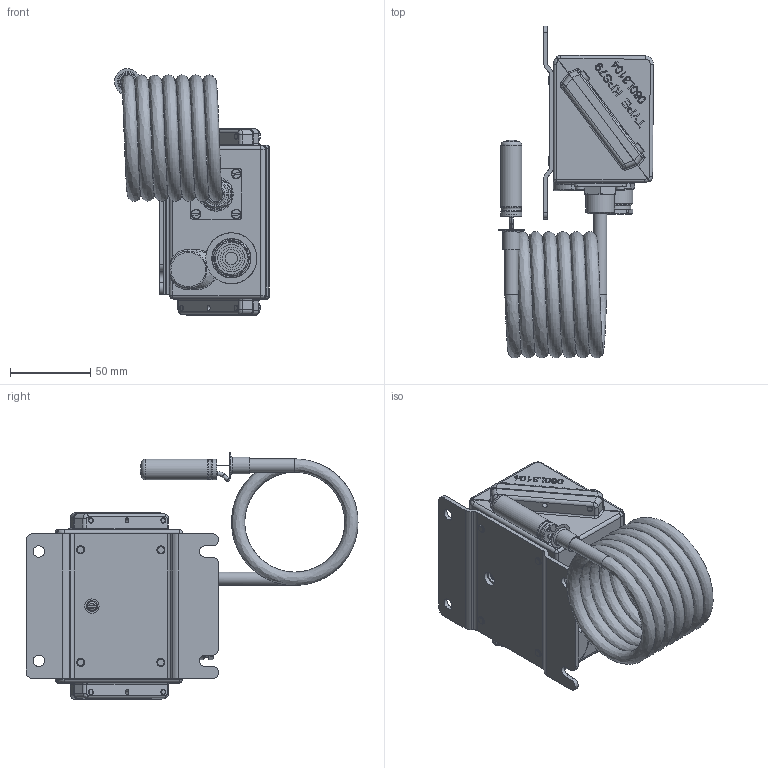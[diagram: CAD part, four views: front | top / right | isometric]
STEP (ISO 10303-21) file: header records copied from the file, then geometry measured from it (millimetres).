
FILE_DESCRIPTION((''),'2;1');
FILE_NAME('WEB060L8063.step','2014-12-16T13:26:01',(''),(''),'Autodesk Inventor 2012','Autodesk Inventor 2012','');
FILE_SCHEMA(('AUTOMOTIVE_DESIGN { 1 2 10303 214 0 1 1 1 }'));
Length unit declared in the file: millimetre
Products named in the file (1): WEB060L8063
Bounding box: 96.39 x 206.65 x 153.53 mm (x, y, z)
Volume: 515376.3 mm3; surface area: 189232.9 mm2
Topology: 6 solids, 23 shells, 2480 faces, 6427 edges, 4189 vertices
Faces by surface type: plane 1217, bspline 629, cylinder 489, torus 81, cone 52, sphere 12
Full cylindrical faces by diameter (mm): 0.4 x2, 0.5 x1, 0.9 x1, 1.1 x2, 2.5 x3, 2.65 x2, 3 x4, 3.2 x1, 3.5 x5, 3.6 x4, 4 x17, 4.2 x8, 4.51 x4, 5 x8, 5.5 x4, 5.9 x2, 6 x5, 6.8 x1, 7 x7, 7.8 x1, 7.9 x4, 8.2 x2, 8.8 x1, 9 x1, 10.5 x2, 11 x1, 11.04 x1, 12 x1, 12.1 x2, 13 x3
Entity records: 84228 total; most frequent: CARTESIAN_POINT 26849, ORIENTED_EDGE 12342, DIRECTION 9642, EDGE_CURVE 6171, VERTEX_POINT 4140, VECTOR 3594, LINE 3594, AXIS2_PLACEMENT_3D 3024
